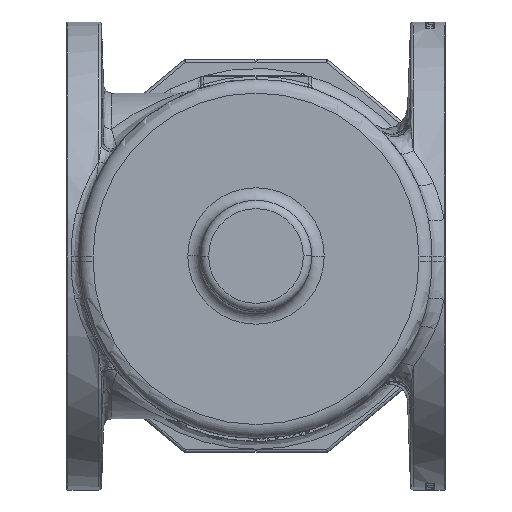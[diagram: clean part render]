
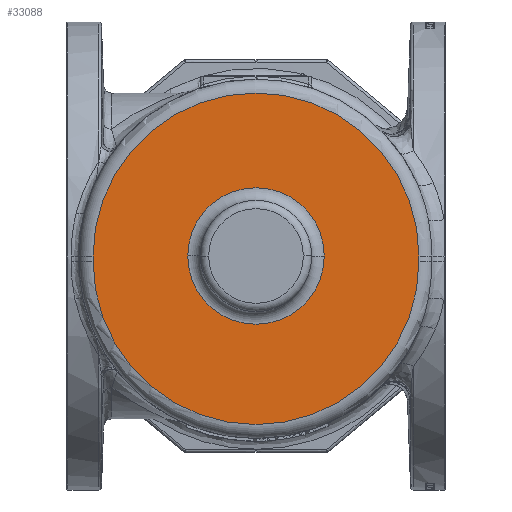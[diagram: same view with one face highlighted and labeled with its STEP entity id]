
A CAD part, front view. The second image highlights one B-rep face of the part: STEP entity #33088.
In plain terms, the highlighted planar face has unit normal (0, -1, 0).
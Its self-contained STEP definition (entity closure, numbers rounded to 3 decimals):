
#2567=DIRECTION('',(0.,0.,1.));
#2568=VECTOR('',#2567,0.25);
#2569=CARTESIAN_POINT('',(7.313,-11.313,-0.25));
#2570=LINE('',#2569,#2568);
#2571=CARTESIAN_POINT('',(0.,-11.313,-0.25));
#2572=DIRECTION('',(0.,-1.,0.));
#2573=DIRECTION('',(-1.,0.,0.));
#2574=AXIS2_PLACEMENT_3D('',#2571,#2572,#2573);
#2576=DIRECTION('',(0.,0.,-1.));
#2577=VECTOR('',#2576,0.25);
#2578=CARTESIAN_POINT('',(-7.313,-11.313,0.));
#2579=LINE('',#2578,#2577);
#2580=CARTESIAN_POINT('',(0.,-11.313,0.));
#2581=DIRECTION('',(0.,-1.,0.));
#2582=DIRECTION('',(1.,0.,0.));
#2583=AXIS2_PLACEMENT_3D('',#2580,#2581,#2582);
#2585=CARTESIAN_POINT('',(0.,-11.313,0.));
#2586=DIRECTION('',(0.,-1.,0.));
#2587=DIRECTION('',(1.,0.,0.));
#2588=AXIS2_PLACEMENT_3D('',#2585,#2586,#2587);
#2590=CARTESIAN_POINT('',(0.,-11.313,0.));
#2591=DIRECTION('',(0.,-1.,0.));
#2592=DIRECTION('',(-1.,0.,0.));
#2593=AXIS2_PLACEMENT_3D('',#2590,#2591,#2592);
#30026=CARTESIAN_POINT('',(3.063,-11.313,0.));
#30027=CARTESIAN_POINT('',(-3.063,-11.313,0.));
#30028=VERTEX_POINT('',#30026);
#30029=VERTEX_POINT('',#30027);
#30512=CARTESIAN_POINT('',(7.313,-11.313,-0.25));
#30513=CARTESIAN_POINT('',(7.313,-11.313,0.));
#30514=VERTEX_POINT('',#30512);
#30515=VERTEX_POINT('',#30513);
#30516=CARTESIAN_POINT('',(-7.313,-11.313,0.));
#30517=VERTEX_POINT('',#30516);
#30518=CARTESIAN_POINT('',(-7.313,-11.313,-0.25));
#30519=VERTEX_POINT('',#30518);
#33070=CARTESIAN_POINT('',(0.,-11.313,0.));
#33071=DIRECTION('',(0.,1.,0.));
#33072=DIRECTION('',(1.,0.,0.));
#33073=AXIS2_PLACEMENT_3D('',#33070,#33071,#33072);
#33074=PLANE('',#33073);
#33075=ORIENTED_EDGE('',*,*,#32313,.F.);
#33076=ORIENTED_EDGE('',*,*,#32333,.F.);
#33078=ORIENTED_EDGE('',*,*,#33077,.F.);
#33079=ORIENTED_EDGE('',*,*,#33006,.F.);
#33080=EDGE_LOOP('',(#33075,#33076,#33078,#33079));
#33081=FACE_OUTER_BOUND('',#33080,.F.);
#33083=ORIENTED_EDGE('',*,*,#33082,.T.);
#33085=ORIENTED_EDGE('',*,*,#33084,.T.);
#33086=EDGE_LOOP('',(#33083,#33085));
#33087=FACE_BOUND('',#33086,.F.);
#2575=CIRCLE('',#2574,7.313);
#2584=CIRCLE('',#2583,7.313);
#2589=CIRCLE('',#2588,3.063);
#2594=CIRCLE('',#2593,3.063);
#32313=EDGE_CURVE('',#30514,#30515,#2570,.T.);
#32333=EDGE_CURVE('',#30519,#30514,#2575,.T.);
#33006=EDGE_CURVE('',#30515,#30517,#2584,.T.);
#33077=EDGE_CURVE('',#30517,#30519,#2579,.T.);
#33082=EDGE_CURVE('',#30028,#30029,#2589,.T.);
#33084=EDGE_CURVE('',#30029,#30028,#2594,.T.);
#33088=ADVANCED_FACE('',(#33081,#33087),#33074,.F.);
